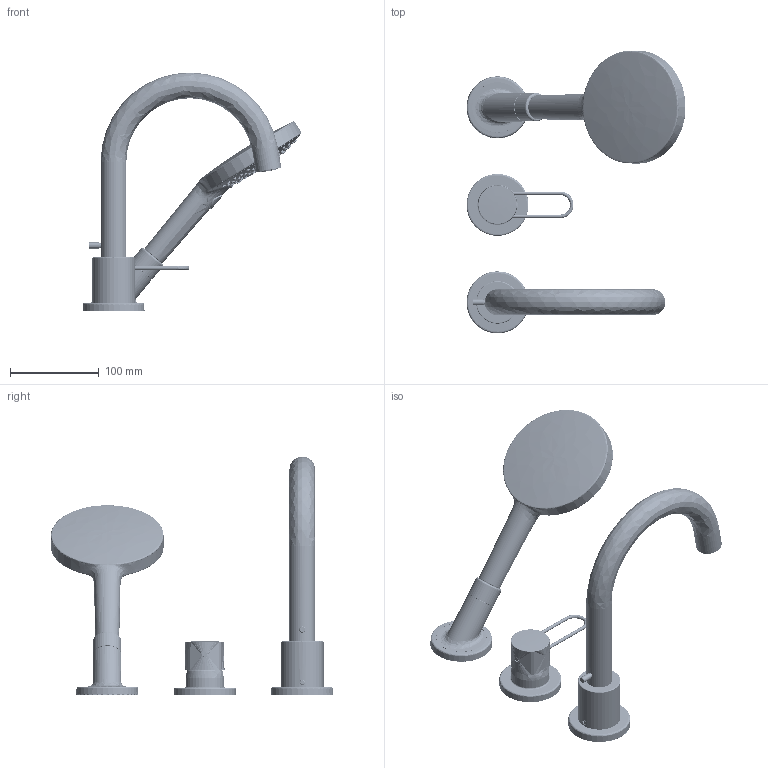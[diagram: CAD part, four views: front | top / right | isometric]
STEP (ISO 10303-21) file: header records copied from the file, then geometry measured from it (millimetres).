
FILE_DESCRIPTION(('CAx-IF Rec.Pracs.---Model Styling and Organization---1.2---2011-12-15','CAx-IF Rec.Pracs.---Geometric and Assembly Validation Properties---4.1---2014-06-16','CAx-IF Rec.Pracs.---PMI Polyline Presentation---2.0---2013-05-24'),'2;1');
FILE_NAME('1000111364_PPR_000.stp','2017-01-18T06:41:22+01:00',(''),(''),'STEP Interface 4.0.1101 by CT CoreTechnologie','3D_Evolution4.0.1101 by CT CoreTechnologie','');
FILE_SCHEMA(('AP203_CONFIGURATION_CONTROLLED_3D_DESIGN_OF_MECHANICAL_PARTS_AND_ASSEMBLIES_MIM_LF'));
Length unit declared in the file: millimetre
Products named in the file (30): P_2 FS 3L-WRA EHM AXOR UNO³ Classic 1000111364_PPR_000_A0; P_2 HG Raindance Select S 120 Handbrause 1000086030_PPR_000_A0; P_2 Wasserfuehrung_Selecta_select 1000083216_PPA_000_A0; P_2 Taste Raindance Select 125 1000086031_PPA_000_A0; P_2 Griff Raindance Select 125 1000086032_PPA_000_A0; P_2 Kartusche RD Select 120 S 1000086036_PPR_000_A0; P_2 Strahlkoerper RD Select 120 (R06) 1000086037_PPA_000_A0; P_2 Strahleinsatz Raindance Select 125 1000086042_PPA_000_A0; P_2 Gleithuelse Raindance Select 125 1000086051_PPA_000_A0; P_2 D黶e komplett D1,2 1000083267_PPR_000_A0; P_2 Taumelduese Hardair-Softair 1000083265_PPA_000_A0; P_2 Rosette 3L-WRA EHM AXOR UNO³ 1000111356_PPA_000_A0; P_2 Buegelgriff M35_3L_WRM AXOR Uno³ 1000111358_PPR_000_A0; P_2 Griff M35_D44 h32_3L_WRM_AXOR UNO³ 1000111357_PPA_000_A0; P_2 Griffbügel WTM AXOR UNO³ 1000110550_PPA_000_A0; Griffstopfen 1000005416_PPA_000_A1; P_2 Brausehalter 4L kpl. 1000107168_PPR_000_A0; P_2 Brausenaufnahme_4-L_WR_IWash 1000091599_PPA_000_A0; P_2 Mutter fuer Brausehalter chrom 1000091602_PPA_000_A0; P_2 Schlauchfutter 4L-WRA 1000106638_PPA_000_A0; P_2 Rosette_Brausenhalter_Axor_Bouroulle 1000040174_PPA_000_A0; P_2 4L Gewindestift 1000106626_PPA_000_A0; P_2 Rosette D70x9.7 4L-WRA Citterio chr 1000111359_PPA_000_A0; Gewindestift mit Zapfen DIN915-M6x6-A2 1000000103_PPA_000_A0; P_2 Auslauf Classic kpl. 3L_4L-AX UNO³ 1000111363_PPR_000_A0; P_2 Sockel 4L WRA Focus S 1000000592_PPA_000_A0; P_2 Auslauf Classic 3L_4L-WRA AXOR UNO³ 1000111361_PPA_000_A0; P_2 Strahlreglerh.3L_4L-WRA AX UNO³ 1000111362_PPA_000_A0; SR_CA-M24x1_CC_C-air_dunkelgrau 1000099548_PPR_000_A0; SR_CA_M24x1_CC_C-air_dunkelgrau Dummy 1000099549_PPA_000_A0
Assembly tree (32 placements, depth 5):
  P_2 FS 3L-WRA EHM AXOR UNO³ Classic 1000111364_PPR_000_A0
    P_2 HG Raindance Select S 120 Handbrause 1000086030_PPR_000_A0
      P_2 Wasserfuehrung_Selecta_select 1000083216_PPA_000_A0
      P_2 Taste Raindance Select 125 1000086031_PPA_000_A0
      P_2 Griff Raindance Select 125 1000086032_PPA_000_A0
      P_2 Kartusche RD Select 120 S 1000086036_PPR_000_A0
        P_2 Strahlkoerper RD Select 120 (R06) 1000086037_PPA_000_A0
        P_2 Strahleinsatz Raindance Select 125 1000086042_PPA_000_A0
        P_2 Gleithuelse Raindance Select 125 1000086051_PPA_000_A0
        P_2 D黶e komplett D1,2 1000083267_PPR_000_A0  x3
          P_2 Taumelduese Hardair-Softair 1000083265_PPA_000_A0
    P_2 Rosette 3L-WRA EHM AXOR UNO³ 1000111356_PPA_000_A0
    P_2 Buegelgriff M35_3L_WRM AXOR Uno³ 1000111358_PPR_000_A0
      P_2 Griff M35_D44 h32_3L_WRM_AXOR UNO³ 1000111357_PPA_000_A0
      P_2 Griffbügel WTM AXOR UNO³ 1000110550_PPA_000_A0
    Griffstopfen 1000005416_PPA_000_A1
    P_2 Brausehalter 4L kpl. 1000107168_PPR_000_A0
      P_2 Brausenaufnahme_4-L_WR_IWash 1000091599_PPA_000_A0
      P_2 Mutter fuer Brausehalter chrom 1000091602_PPA_000_A0
      P_2 Schlauchfutter 4L-WRA 1000106638_PPA_000_A0  x2
    P_2 Rosette_Brausenhalter_Axor_Bouroulle 1000040174_PPA_000_A0
    P_2 4L Gewindestift 1000106626_PPA_000_A0
    P_2 Rosette D70x9.7 4L-WRA Citterio chr 1000111359_PPA_000_A0
    Gewindestift mit Zapfen DIN915-M6x6-A2 1000000103_PPA_000_A0
    P_2 Auslauf Classic kpl. 3L_4L-AX UNO³ 1000111363_PPR_000_A0
      P_2 Sockel 4L WRA Focus S 1000000592_PPA_000_A0
      P_2 Auslauf Classic 3L_4L-WRA AXOR UNO³ 1000111361_PPA_000_A0
      P_2 Strahlreglerh.3L_4L-WRA AX UNO³ 1000111362_PPA_000_A0
    SR_CA-M24x1_CC_C-air_dunkelgrau 1000099548_PPR_000_A0
      SR_CA_M24x1_CC_C-air_dunkelgrau Dummy 1000099549_PPA_000_A0
Bounding box: 247.04 x 318.79 x 269.55 mm (x, y, z)
Volume: 979376.2 mm3; surface area: 200698.2 mm2
Topology: 111 solids, 112 shells, 5942 faces, 13924 edges, 8344 vertices
Faces by surface type: bspline 2698, plane 1681, cylinder 1563
Entity records: 431142 total; most frequent: CARTESIAN_POINT 243320, ORIENTED_EDGE 27600, DIRECTION 23792, EDGE_CURVE 13800, AXIS2_PLACEMENT_3D 8525, VERTEX_POINT 8278, VECTOR 6742, LINE 6742
